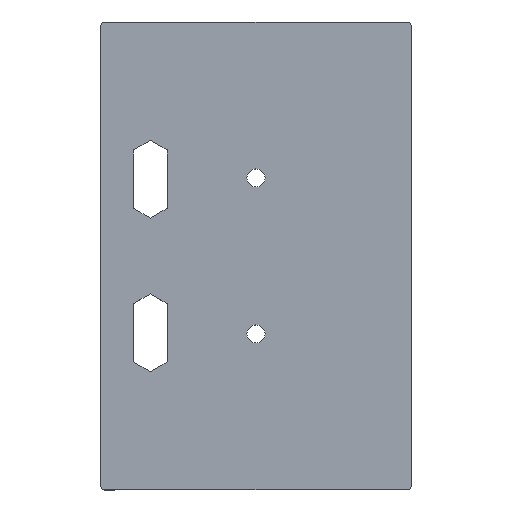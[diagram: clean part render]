
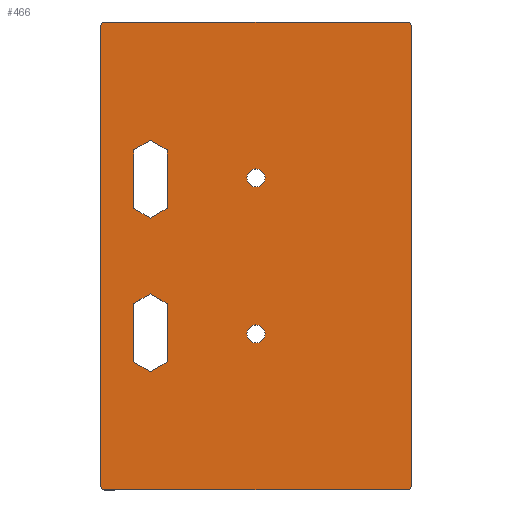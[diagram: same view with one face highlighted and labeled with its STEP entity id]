
A CAD part, top view. The second image highlights one B-rep face of the part: STEP entity #466.
In plain terms, the highlighted planar face has unit normal (0, 0, 1).
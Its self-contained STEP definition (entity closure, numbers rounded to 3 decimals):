
#15=FACE_BOUND('',#67,.T.);
#16=FACE_BOUND('',#68,.T.);
#17=FACE_BOUND('',#69,.T.);
#18=FACE_BOUND('',#70,.T.);
#23=PLANE('',#506);
#42=FACE_OUTER_BOUND('',#66,.T.);
#66=EDGE_LOOP('',(#331,#332,#333,#334,#335,#336,#337,#338));
#67=EDGE_LOOP('',(#339,#340,#341,#342,#343,#344));
#68=EDGE_LOOP('',(#345,#346,#347,#348,#349,#350));
#69=EDGE_LOOP('',(#351));
#70=EDGE_LOOP('',(#352));
#99=LINE('',#679,#153);
#100=LINE('',#683,#154);
#101=LINE('',#687,#155);
#102=LINE('',#690,#156);
#103=LINE('',#693,#157);
#104=LINE('',#695,#158);
#105=LINE('',#697,#159);
#106=LINE('',#699,#160);
#107=LINE('',#701,#161);
#108=LINE('',#702,#162);
#109=LINE('',#705,#163);
#110=LINE('',#707,#164);
#111=LINE('',#709,#165);
#112=LINE('',#711,#166);
#113=LINE('',#713,#167);
#114=LINE('',#714,#168);
#153=VECTOR('',#551,10.);
#154=VECTOR('',#554,10.);
#155=VECTOR('',#557,10.);
#156=VECTOR('',#560,10.);
#157=VECTOR('',#561,10.);
#158=VECTOR('',#562,10.);
#159=VECTOR('',#563,10.);
#160=VECTOR('',#564,10.);
#161=VECTOR('',#565,10.);
#162=VECTOR('',#566,10.);
#163=VECTOR('',#567,10.);
#164=VECTOR('',#568,10.);
#165=VECTOR('',#569,10.);
#166=VECTOR('',#570,10.);
#167=VECTOR('',#571,10.);
#168=VECTOR('',#572,10.);
#206=CIRCLE('',#505,0.5);
#207=CIRCLE('',#507,0.5);
#208=CIRCLE('',#508,0.5);
#209=CIRCLE('',#509,0.5);
#210=CIRCLE('',#510,1.1);
#211=CIRCLE('',#511,1.1);
#219=VERTEX_POINT('',#672);
#220=VERTEX_POINT('',#674);
#221=VERTEX_POINT('',#678);
#222=VERTEX_POINT('',#680);
#223=VERTEX_POINT('',#682);
#224=VERTEX_POINT('',#684);
#225=VERTEX_POINT('',#686);
#226=VERTEX_POINT('',#688);
#227=VERTEX_POINT('',#691);
#228=VERTEX_POINT('',#692);
#229=VERTEX_POINT('',#694);
#230=VERTEX_POINT('',#696);
#231=VERTEX_POINT('',#698);
#232=VERTEX_POINT('',#700);
#233=VERTEX_POINT('',#703);
#234=VERTEX_POINT('',#704);
#235=VERTEX_POINT('',#706);
#236=VERTEX_POINT('',#708);
#237=VERTEX_POINT('',#710);
#238=VERTEX_POINT('',#712);
#239=VERTEX_POINT('',#715);
#240=VERTEX_POINT('',#717);
#263=EDGE_CURVE('',#219,#220,#206,.T.);
#265=EDGE_CURVE('',#221,#219,#99,.T.);
#266=EDGE_CURVE('',#222,#221,#207,.T.);
#267=EDGE_CURVE('',#223,#222,#100,.T.);
#268=EDGE_CURVE('',#224,#223,#208,.T.);
#269=EDGE_CURVE('',#225,#224,#101,.T.);
#270=EDGE_CURVE('',#226,#225,#209,.T.);
#271=EDGE_CURVE('',#220,#226,#102,.T.);
#272=EDGE_CURVE('',#227,#228,#103,.T.);
#273=EDGE_CURVE('',#228,#229,#104,.T.);
#274=EDGE_CURVE('',#229,#230,#105,.T.);
#275=EDGE_CURVE('',#230,#231,#106,.T.);
#276=EDGE_CURVE('',#231,#232,#107,.T.);
#277=EDGE_CURVE('',#232,#227,#108,.T.);
#278=EDGE_CURVE('',#233,#234,#109,.T.);
#279=EDGE_CURVE('',#234,#235,#110,.T.);
#280=EDGE_CURVE('',#235,#236,#111,.T.);
#281=EDGE_CURVE('',#236,#237,#112,.T.);
#282=EDGE_CURVE('',#237,#238,#113,.T.);
#283=EDGE_CURVE('',#238,#233,#114,.T.);
#284=EDGE_CURVE('',#239,#239,#210,.T.);
#285=EDGE_CURVE('',#240,#240,#211,.T.);
#331=ORIENTED_EDGE('',*,*,#263,.F.);
#332=ORIENTED_EDGE('',*,*,#265,.F.);
#333=ORIENTED_EDGE('',*,*,#266,.F.);
#334=ORIENTED_EDGE('',*,*,#267,.F.);
#335=ORIENTED_EDGE('',*,*,#268,.F.);
#336=ORIENTED_EDGE('',*,*,#269,.F.);
#337=ORIENTED_EDGE('',*,*,#270,.F.);
#338=ORIENTED_EDGE('',*,*,#271,.F.);
#339=ORIENTED_EDGE('',*,*,#272,.T.);
#340=ORIENTED_EDGE('',*,*,#273,.T.);
#341=ORIENTED_EDGE('',*,*,#274,.T.);
#342=ORIENTED_EDGE('',*,*,#275,.T.);
#343=ORIENTED_EDGE('',*,*,#276,.T.);
#344=ORIENTED_EDGE('',*,*,#277,.T.);
#345=ORIENTED_EDGE('',*,*,#278,.T.);
#346=ORIENTED_EDGE('',*,*,#279,.T.);
#347=ORIENTED_EDGE('',*,*,#280,.T.);
#348=ORIENTED_EDGE('',*,*,#281,.T.);
#349=ORIENTED_EDGE('',*,*,#282,.T.);
#350=ORIENTED_EDGE('',*,*,#283,.T.);
#351=ORIENTED_EDGE('',*,*,#284,.F.);
#352=ORIENTED_EDGE('',*,*,#285,.F.);
#466=ADVANCED_FACE('',(#42,#15,#16,#17,#18),#23,.F.);
#505=AXIS2_PLACEMENT_3D('',#675,#546,#547);
#506=AXIS2_PLACEMENT_3D('',#677,#549,#550);
#507=AXIS2_PLACEMENT_3D('',#681,#552,#553);
#508=AXIS2_PLACEMENT_3D('',#685,#555,#556);
#509=AXIS2_PLACEMENT_3D('',#689,#558,#559);
#510=AXIS2_PLACEMENT_3D('',#716,#573,#574);
#511=AXIS2_PLACEMENT_3D('',#718,#575,#576);
#546=DIRECTION('center_axis',(0.,0.,
-1.));
#547=DIRECTION('ref_axis',(-0.707,0.707,0.));
#549=DIRECTION('center_axis',(0.,0.,
-1.));
#550=DIRECTION('ref_axis',(1.,0.,0.));
#551=DIRECTION('',(0.,1.,0.));
#552=DIRECTION('center_axis',(0.,0.,
-1.));
#553=DIRECTION('ref_axis',(-0.707,-0.707,0.));
#554=DIRECTION('',(-1.,0.,0.));
#555=DIRECTION('center_axis',(0.,0.,
-1.));
#556=DIRECTION('ref_axis',(0.707,-0.707,0.));
#557=DIRECTION('',(0.,-1.,0.));
#558=DIRECTION('center_axis',(0.,0.,
-1.));
#559=DIRECTION('ref_axis',(0.707,0.707,0.));
#560=DIRECTION('',(1.,0.,0.));
#561=DIRECTION('',(0.866,0.5,0.));
#562=DIRECTION('',(0.866,-0.5,0.));
#563=DIRECTION('',(0.,-1.,0.));
#564=DIRECTION('',(-0.866,-0.5,0.));
#565=DIRECTION('',(-0.866,0.5,0.));
#566=DIRECTION('',(0.,1.,0.));
#567=DIRECTION('',(0.866,-0.5,0.));
#568=DIRECTION('',(0.,-1.,0.));
#569=DIRECTION('',(-0.866,-0.5,0.));
#570=DIRECTION('',(-0.866,0.5,0.));
#571=DIRECTION('',(0.,1.,0.));
#572=DIRECTION('',(0.866,0.5,0.));
#573=DIRECTION('center_axis',(0.,0.,
1.));
#574=DIRECTION('ref_axis',(1.,0.,0.));
#575=DIRECTION('center_axis',(0.,0.,
1.));
#576=DIRECTION('ref_axis',(1.,0.,0.));
#672=CARTESIAN_POINT('',(94.325,-28.464,-3.));
#674=CARTESIAN_POINT('',(94.825,-27.964,-3.));
#675=CARTESIAN_POINT('Origin',(94.825,-28.464,-3.));
#677=CARTESIAN_POINT('Origin',(113.275,-56.539,-3.));
#678=CARTESIAN_POINT('',(94.325,-84.614,-3.));
#679=CARTESIAN_POINT('',(94.325,-70.826,-3.));
#680=CARTESIAN_POINT('',(94.825,-85.114,-3.));
#681=CARTESIAN_POINT('Origin',(94.825,-84.614,-3.));
#682=CARTESIAN_POINT('',(131.725,-85.113,-3.));
#683=CARTESIAN_POINT('',(122.75,-85.113,-3.));
#684=CARTESIAN_POINT('',(132.225,-84.613,-3.));
#685=CARTESIAN_POINT('Origin',(131.725,-84.613,-3.));
#686=CARTESIAN_POINT('',(132.225,-28.463,-3.));
#687=CARTESIAN_POINT('',(132.225,-42.251,-3.));
#688=CARTESIAN_POINT('',(131.725,-27.963,-3.));
#689=CARTESIAN_POINT('Origin',(131.725,-28.463,-3.));
#690=CARTESIAN_POINT('',(103.8,-27.964,-3.));
#691=CARTESIAN_POINT('',(98.325,-62.355,-3.));
#692=CARTESIAN_POINT('',(100.375,-61.171,-3.));
#693=CARTESIAN_POINT('',(106.216,-57.799,-3.));
#694=CARTESIAN_POINT('',(102.425,-62.355,-3.));
#695=CARTESIAN_POINT('',(105.235,-63.977,-3.));
#696=CARTESIAN_POINT('',(102.425,-69.485,-3.));
#697=CARTESIAN_POINT('',(102.425,-63.012,-3.));
#698=CARTESIAN_POINT('',(100.375,-70.668,-3.));
#699=CARTESIAN_POINT('',(108.272,-66.109,-3.));
#700=CARTESIAN_POINT('',(98.325,-69.485,-3.));
#701=CARTESIAN_POINT('',(101.129,-71.103,-3.));
#702=CARTESIAN_POINT('',(98.325,-59.447,-3.));
#703=CARTESIAN_POINT('',(100.375,-42.409,-3.));
#704=CARTESIAN_POINT('',(102.425,-43.592,-3.));
#705=CARTESIAN_POINT('',(109.297,-47.56,-3.));
#706=CARTESIAN_POINT('',(102.425,-50.722,-3.));
#707=CARTESIAN_POINT('',(102.425,-53.63,-3.));
#708=CARTESIAN_POINT('',(100.375,-51.906,-3.));
#709=CARTESIAN_POINT('',(104.21,-49.692,-3.));
#710=CARTESIAN_POINT('',(98.325,-50.722,-3.));
#711=CARTESIAN_POINT('',(105.191,-54.686,-3.));
#712=CARTESIAN_POINT('',(98.325,-43.592,-3.));
#713=CARTESIAN_POINT('',(98.325,-50.065,-3.));
#714=CARTESIAN_POINT('',(102.154,-41.382,-3.));
#715=CARTESIAN_POINT('',(112.175,-47.014,-3.));
#716=CARTESIAN_POINT('Origin',(113.275,-47.014,-3.));
#717=CARTESIAN_POINT('',(112.175,-66.063,-3.));
#718=CARTESIAN_POINT('Origin',(113.275,-66.063,-3.));
